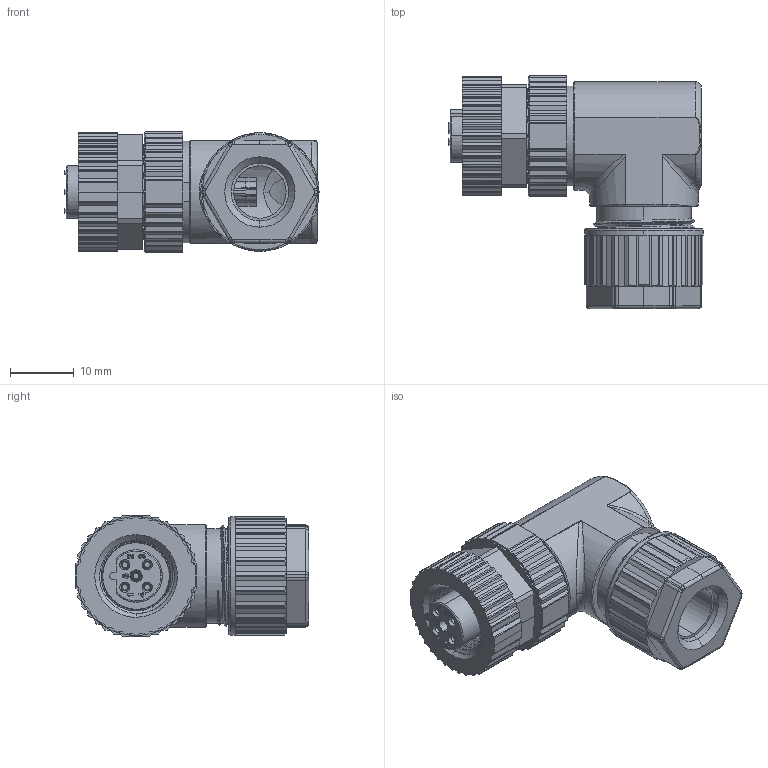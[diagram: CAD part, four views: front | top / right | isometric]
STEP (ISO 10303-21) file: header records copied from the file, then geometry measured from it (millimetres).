
FILE_DESCRIPTION (( 'STEP AP214' ), '1' );
FILE_NAME ('M12FT5BF90_3D.step', '2024-11-11T16:30:45', ( '' ), ( '' ), 'SwSTEP 2.0', 'SolidWorks 2022', '' );
FILE_SCHEMA (( 'AUTOMOTIVE_DESIGN' ));
Length unit declared in the file: inch
Products named in the file (1): M12FT5BF90_3D
Bounding box: 39.75 x 36.5 x 19 mm (x, y, z)
Volume: 9157.9 mm3; surface area: 10744.7 mm2
Topology: 1 solids, 1 shells, 1919 faces, 5495 edges, 3582 vertices
Faces by surface type: plane 767, cylinder 647, bspline 400, cone 100, torus 5
Entity records: 103853 total; most frequent: CARTESIAN_POINT 59457, ORIENTED_EDGE 10972, DIRECTION 6771, EDGE_CURVE 5486, VERTEX_POINT 3582, VECTOR 2361, LINE 2361, B_SPLINE_CURVE_WITH_KNOTS 2248
